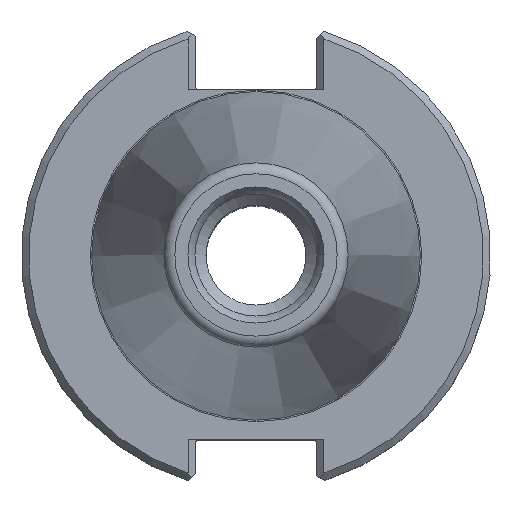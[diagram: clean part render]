
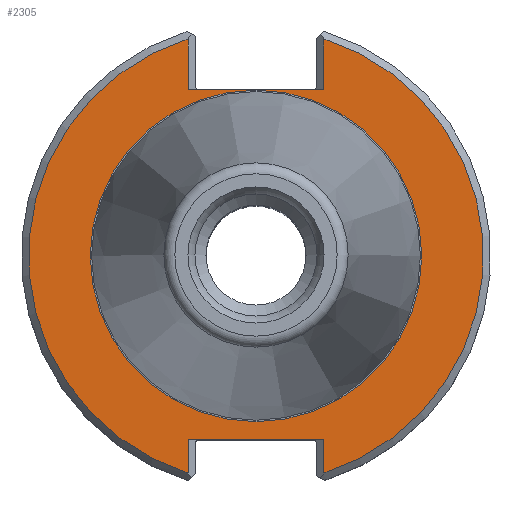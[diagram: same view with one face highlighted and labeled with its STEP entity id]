
A CAD part, top view. The second image highlights one B-rep face of the part: STEP entity #2305.
In plain terms, the highlighted planar face has unit normal (0, 0, 1).
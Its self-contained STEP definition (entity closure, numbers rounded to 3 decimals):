
#56=LINE('',#3515,#121);
#59=LINE('',#3526,#124);
#78=LINE('',#3609,#143);
#80=LINE('',#3625,#145);
#81=LINE('',#3627,#146);
#82=LINE('',#3629,#147);
#121=VECTOR('',#2781,1000.);
#124=VECTOR('',#2786,1000.);
#143=VECTOR('',#2833,1000.);
#145=VECTOR('',#2843,1000.);
#146=VECTOR('',#2844,1000.);
#147=VECTOR('',#2845,1000.);
#264=PLANE('',#2471);
#665=ORIENTED_EDGE('',*,*,#902,.T.);
#666=ORIENTED_EDGE('',*,*,#897,.T.);
#667=ORIENTED_EDGE('',*,*,#927,.F.);
#668=ORIENTED_EDGE('',*,*,#893,.T.);
#669=ORIENTED_EDGE('',*,*,#919,.T.);
#670=ORIENTED_EDGE('',*,*,#932,.T.);
#671=ORIENTED_EDGE('',*,*,#933,.F.);
#672=ORIENTED_EDGE('',*,*,#934,.T.);
#673=ORIENTED_EDGE('',*,*,#891,.F.);
#891=EDGE_CURVE('',#1075,#1075,#1173,.T.);
#893=EDGE_CURVE('',#1077,#1076,#56,.T.);
#897=EDGE_CURVE('',#1078,#1079,#59,.T.);
#902=EDGE_CURVE('',#1082,#1078,#1174,.T.);
#919=EDGE_CURVE('',#1076,#1093,#1175,.T.);
#927=EDGE_CURVE('',#1077,#1079,#78,.T.);
#932=EDGE_CURVE('',#1093,#1100,#80,.T.);
#933=EDGE_CURVE('',#1101,#1100,#81,.T.);
#934=EDGE_CURVE('',#1101,#1082,#82,.T.);
#1075=VERTEX_POINT('',#3508);
#1076=VERTEX_POINT('',#3514);
#1077=VERTEX_POINT('',#3516);
#1078=VERTEX_POINT('',#3523);
#1079=VERTEX_POINT('',#3525);
#1082=VERTEX_POINT('',#3541);
#1093=VERTEX_POINT('',#3587);
#1100=VERTEX_POINT('',#3626);
#1101=VERTEX_POINT('',#3628);
#1173=CIRCLE('',#2451,22.413);
#1174=CIRCLE('',#2456,30.75);
#1175=CIRCLE('',#2463,30.75);
#1307=EDGE_LOOP('',(#665,#666,#667,#668,#669,#670,#671,#672));
#1308=EDGE_LOOP('',(#673));
#1455=FACE_BOUND('',#1307,.T.);
#1456=FACE_BOUND('',#1308,.T.);
#2305=ADVANCED_FACE('',(#1455,#1456),#264,.T.);
#2451=AXIS2_PLACEMENT_3D('',#3507,#2777,#2778);
#2456=AXIS2_PLACEMENT_3D('',#3542,#2793,#2794);
#2463=AXIS2_PLACEMENT_3D('',#3588,#2819,#2820);
#2471=AXIS2_PLACEMENT_3D('',#3624,#2841,#2842);
#2777=DIRECTION('',(0.,0.,1.));
#2778=DIRECTION('',(1.,0.,0.));
#2781=DIRECTION('',(0.,-1.,0.));
#2786=DIRECTION('',(0.,1.,0.));
#2793=DIRECTION('',(0.,0.,1.));
#2794=DIRECTION('',(1.,0.,0.));
#2819=DIRECTION('',(0.,0.,1.));
#2820=DIRECTION('',(1.,0.,0.));
#2833=DIRECTION('',(-1.,0.,0.));
#2841=DIRECTION('',(0.,0.,1.));
#2842=DIRECTION('',(1.,0.,0.));
#2843=DIRECTION('',(0.,-1.,0.));
#2844=DIRECTION('',(1.,0.,0.));
#2845=DIRECTION('',(0.,1.,0.));
#3507=CARTESIAN_POINT('',(0.,0.,-3.17));
#3508=CARTESIAN_POINT('',(22.413,0.,-3.17));
#3514=CARTESIAN_POINT('',(9.19,-29.345,-3.17));
#3515=CARTESIAN_POINT('',(9.19,-30.831,-3.17));
#3516=CARTESIAN_POINT('',(9.19,-24.87,-3.17));
#3523=CARTESIAN_POINT('',(-9.19,-29.345,-3.17));
#3525=CARTESIAN_POINT('',(-9.19,-24.87,-3.17));
#3526=CARTESIAN_POINT('',(-9.19,-24.87,-3.17));
#3541=CARTESIAN_POINT('',(-9.19,29.345,-3.17));
#3542=CARTESIAN_POINT('',(0.,0.,-3.17));
#3587=CARTESIAN_POINT('',(9.19,29.345,-3.17));
#3588=CARTESIAN_POINT('',(0.,0.,-3.17));
#3609=CARTESIAN_POINT('',(8.19,-24.87,-3.17));
#3624=CARTESIAN_POINT('',(22.413,0.,-3.17));
#3625=CARTESIAN_POINT('',(9.19,22.46,-3.17));
#3626=CARTESIAN_POINT('',(9.19,22.46,-3.17));
#3627=CARTESIAN_POINT('',(-8.19,22.46,-3.17));
#3628=CARTESIAN_POINT('',(-9.19,22.46,-3.17));
#3629=CARTESIAN_POINT('',(-9.19,30.831,-3.17));
